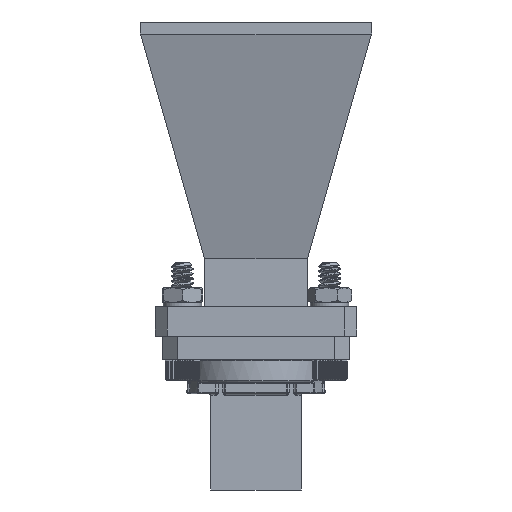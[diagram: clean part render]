
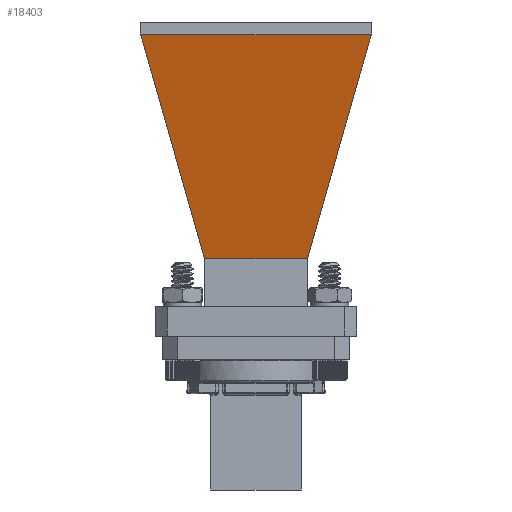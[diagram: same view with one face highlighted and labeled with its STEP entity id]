
A CAD part, front view. The second image highlights one B-rep face of the part: STEP entity #18403.
In plain terms, the highlighted face is planar.
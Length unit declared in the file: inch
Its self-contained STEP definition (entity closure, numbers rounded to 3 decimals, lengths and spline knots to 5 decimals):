
#1044 = CARTESIAN_POINT ( 'NONE',  ( -0.55842, -0.74949, 3.41657 ) ) ;
#1263 = VERTEX_POINT ( 'NONE', #4341 ) ;
#1947 = CARTESIAN_POINT ( 'NONE',  ( -0.55842, 0., 3.41657 ) ) ;
#2205 = DIRECTION ( 'NONE',  ( -0.235, 0., 0.972 ) ) ;
#2747 = DIRECTION ( 'NONE',  ( -0.226, 0.267, 0.937 ) ) ;
#2813 = EDGE_CURVE ( 'NONE', #1263, #14361, #15606, .T. ) ;
#3164 = EDGE_CURVE ( 'NONE', #3308, #14361, #16932, .T. ) ;
#3308 = VERTEX_POINT ( 'NONE', #17511 ) ;
#3429 = DIRECTION ( 'NONE',  ( 0., -1., 0. ) ) ;
#3752 = VECTOR ( 'NONE', #3429, 39.37008 ) ;
#4310 = FACE_OUTER_BOUND ( 'NONE', #12652, .T. ) ;
#4341 = CARTESIAN_POINT ( 'NONE',  ( -0.20624, 0.33412, 1.95913 ) ) ;
#5699 = DIRECTION ( 'NONE',  ( -0.972, 0., -0.235 ) ) ;
#6701 = LINE ( 'NONE', #11780, #21012 ) ;
#7873 = PLANE ( 'NONE',  #15354 ) ;
#9065 = VERTEX_POINT ( 'NONE', #16900 ) ;
#10395 = CARTESIAN_POINT ( 'NONE',  ( -0.20624, 0., 1.95913 ) ) ;
#11177 = ORIENTED_EDGE ( 'NONE', *, *, #20557, .T. ) ;
#11780 = CARTESIAN_POINT ( 'NONE',  ( -0.20624, 0.33412, 1.95913 ) ) ;
#11922 = ORIENTED_EDGE ( 'NONE', *, *, #3164, .F. ) ;
#12234 = VECTOR ( 'NONE', #17048, 39.37008 ) ;
#12277 = LINE ( 'NONE', #1947, #13828 ) ;
#12652 = EDGE_LOOP ( 'NONE', ( #15020, #11922, #11177, #21025 ) ) ;
#13828 = VECTOR ( 'NONE', #21479, 39.37008 ) ;
#14361 = VERTEX_POINT ( 'NONE', #14807 ) ;
#14807 = CARTESIAN_POINT ( 'NONE',  ( -0.20624, -0.33412, 1.95913 ) ) ;
#15020 = ORIENTED_EDGE ( 'NONE', *, *, #2813, .T. ) ;
#15354 = AXIS2_PLACEMENT_3D ( 'NONE', #18443, #5699, #2205 ) ;
#15606 = LINE ( 'NONE', #10395, #3752 ) ;
#16900 = CARTESIAN_POINT ( 'NONE',  ( -0.55842, 0.74949, 3.41657 ) ) ;
#16932 = LINE ( 'NONE', #1044, #12234 ) ;
#17048 = DIRECTION ( 'NONE',  ( 0.226, 0.267, -0.937 ) ) ;
#17511 = CARTESIAN_POINT ( 'NONE',  ( -0.55842, -0.74949, 3.41657 ) ) ;
#18403 = ADVANCED_FACE ( 'NONE', ( #4310 ), #7873, .T. ) ;
#18443 = CARTESIAN_POINT ( 'NONE',  ( -0.38884, 0., 2.71477 ) ) ;
#20557 = EDGE_CURVE ( 'NONE', #3308, #9065, #12277, .T. ) ;
#20824 = EDGE_CURVE ( 'NONE', #1263, #9065, #6701, .T. ) ;
#21012 = VECTOR ( 'NONE', #2747, 39.37008 ) ;
#21025 = ORIENTED_EDGE ( 'NONE', *, *, #20824, .F. ) ;
#21479 = DIRECTION ( 'NONE',  ( 0., 1., 0. ) ) ;
